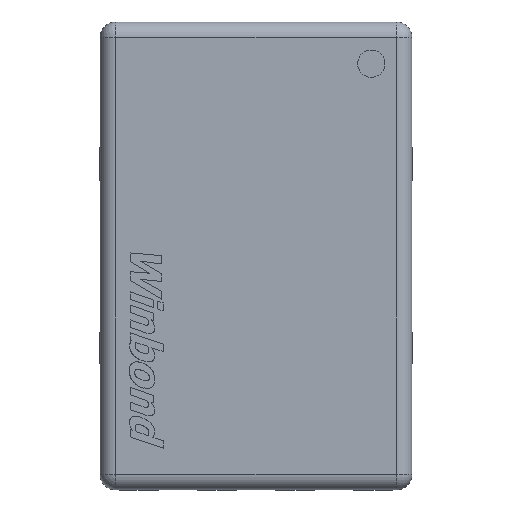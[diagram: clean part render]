
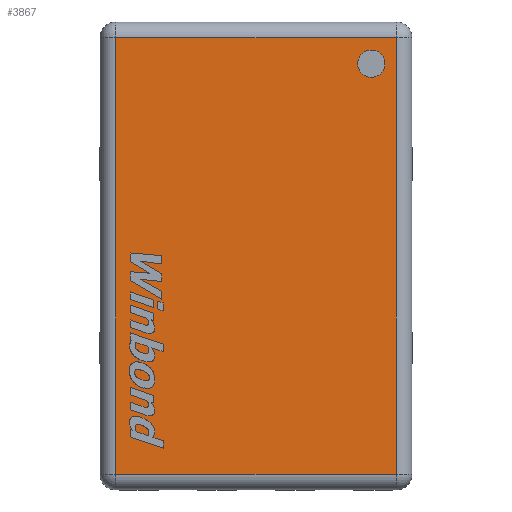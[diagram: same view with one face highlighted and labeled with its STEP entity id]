
A CAD part, top view. The second image highlights one B-rep face of the part: STEP entity #3867.
In plain terms, the highlighted planar face has unit normal (0, 0, 1).
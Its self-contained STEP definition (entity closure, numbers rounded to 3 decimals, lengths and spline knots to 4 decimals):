
#296=FACE_OUTER_BOUND('',#528,.T.);
#528=EDGE_LOOP('',(#2797,#2798,#2799,#2800));
#837=LINE('',#5446,#1290);
#839=LINE('',#5454,#1292);
#840=LINE('',#5459,#1293);
#841=LINE('',#5463,#1294);
#1290=VECTOR('',#4516,1.8);
#1292=VECTOR('',#4524,2.8);
#1293=VECTOR('',#4531,1.8);
#1294=VECTOR('',#4538,2.8);
#1707=VERTEX_POINT('',#5440);
#1709=VERTEX_POINT('',#5444);
#1710=VERTEX_POINT('',#5448);
#1713=VERTEX_POINT('',#5456);
#2115=EDGE_CURVE('',#1709,#1707,#837,.T.);
#2119=EDGE_CURVE('',#1707,#1710,#839,.T.);
#2122=EDGE_CURVE('',#1710,#1713,#840,.T.);
#2125=EDGE_CURVE('',#1713,#1709,#841,.T.);
#2797=ORIENTED_EDGE('',*,*,#2115,.F.);
#2798=ORIENTED_EDGE('',*,*,#2125,.F.);
#2799=ORIENTED_EDGE('',*,*,#2122,.F.);
#2800=ORIENTED_EDGE('',*,*,#2119,.F.);
#3678=PLANE('',#4136);
#3867=ADVANCED_FACE('',(#296),#3678,.T.);
#4136=AXIS2_PLACEMENT_3D('',#5472,#4554,#4555);
#4516=DIRECTION('',(-1.,0.,0.));
#4524=DIRECTION('',(0.,1.,0.));
#4531=DIRECTION('',(1.,0.,0.));
#4538=DIRECTION('',(0.,-1.,0.));
#4554=DIRECTION('center_axis',(0.,0.,1.));
#4555=DIRECTION('ref_axis',(1.,0.,0.));
#5440=CARTESIAN_POINT('',(-0.9,-1.4,0.6));
#5444=CARTESIAN_POINT('',(0.9,-1.4,0.6));
#5446=CARTESIAN_POINT('',(-0.5,-1.4,0.6));
#5448=CARTESIAN_POINT('',(-0.9,1.4,0.6));
#5454=CARTESIAN_POINT('',(-0.9,0.75,0.6));
#5456=CARTESIAN_POINT('',(0.9,1.4,0.6));
#5459=CARTESIAN_POINT('',(0.5,1.4,0.6));
#5463=CARTESIAN_POINT('',(0.9,-0.75,0.6));
#5472=CARTESIAN_POINT('Origin',(0.,0.,0.6));
